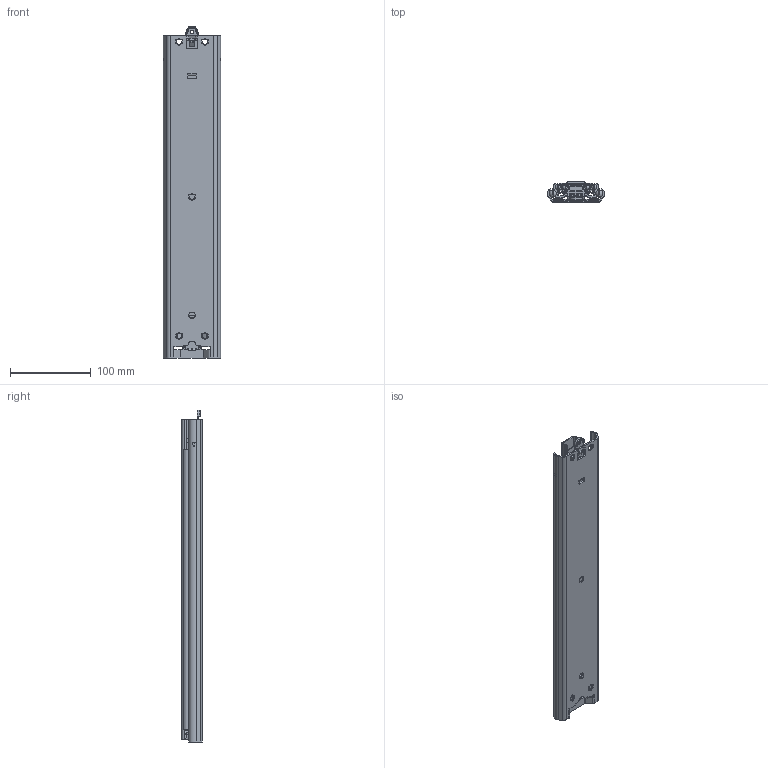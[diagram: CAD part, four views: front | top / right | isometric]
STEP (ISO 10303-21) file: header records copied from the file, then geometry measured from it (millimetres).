
FILE_DESCRIPTION((''),'2;1');
FILE_NAME('111-M33_ASM','2015-05-19T',('w.jans'),(''),'PRO/ENGINEER BY PARAMETRIC TECHNOLOGY CORPORATION, 2003450','PRO/ENGINEER BY PARAMETRIC TECHNOLOGY CORPORATION, 2003450','');
FILE_SCHEMA(('CONFIG_CONTROL_DESIGN'));
Length unit declared in the file: millimetre
Products named in the file (38): 111-M33-SKEL; 511-11-M33-TA1; 511-11-M33-TA1_ASM; 515-4XX-11-M33; 911-073; 515-4XX-11-M33_ASM; 512-11-M33-TB2; 512-11-M33-TB2_ASM; 515-6XX-11-M33; 911-074; 515-6XX-11-M33_ASM; 513-11-M33-UA2; 513-11-M33-UA2_ASM; 515-7XX-11-M33_AF0; 911-075_AF0; 911-075_AF1; 911-075_AF2; 911-075_AF3; 911-075_AF4; 911-075_AF5; 911-075_AF6; 911-075_AF7; 911-075_AF8; 911-075_AF9; 911-075_AF10; 911-075_AF11; 911-075_AF12; 911-075_AF13; 911-075_AF14; 911-075_AF15; 515-7XX-11-M33_ASM; 514-11-M33-U3; 921-587; 921-614; 921-615_ASM; 921-588_ASM; 514-11-M33-U3_ASM; 111-M33_ASM
Assembly tree (71 placements, depth 5):
  111-M33_ASM
    111-M33-SKEL
    511-11-M33-TA1_ASM
      511-11-M33-TA1
    515-4XX-11-M33_ASM
      515-4XX-11-M33
      911-073  x16
    512-11-M33-TB2_ASM
      512-11-M33-TB2
    515-6XX-11-M33_ASM
      515-6XX-11-M33
      911-074  x20
    513-11-M33-UA2_ASM
      513-11-M33-UA2
    515-7XX-11-M33_ASM
      515-7XX-11-M33_AF0
      911-075_AF0
      911-075_AF1
      911-075_AF2
      911-075_AF3
      911-075_AF4
      911-075_AF5
      911-075_AF6
      911-075_AF7
      911-075_AF8
      911-075_AF9
      911-075_AF10
      911-075_AF11
      911-075_AF12
      911-075_AF13
      911-075_AF14
      911-075_AF15
    514-11-M33-U3_ASM
      514-11-M33-U3
      921-588_ASM
        921-587
        921-615_ASM
          921-614
Bounding box: 70.9 x 25.1 x 412 mm (x, y, z)
Volume: 235673.6 mm3; surface area: 285536.8 mm2
Topology: 61 solids, 61 shells, 1946 faces, 5533 edges, 3491 vertices
Faces by surface type: plane 983, cylinder 757, sphere 108, bspline 41, cone 36, torus 21
Entity records: 67158 total; most frequent: CARTESIAN_POINT 17060, ORIENTED_EDGE 10514, DIRECTION 10324, EDGE_CURVE 5257, AXIS2_PLACEMENT_3D 3498, VERTEX_POINT 3423, VECTOR 3328, LINE 3328
